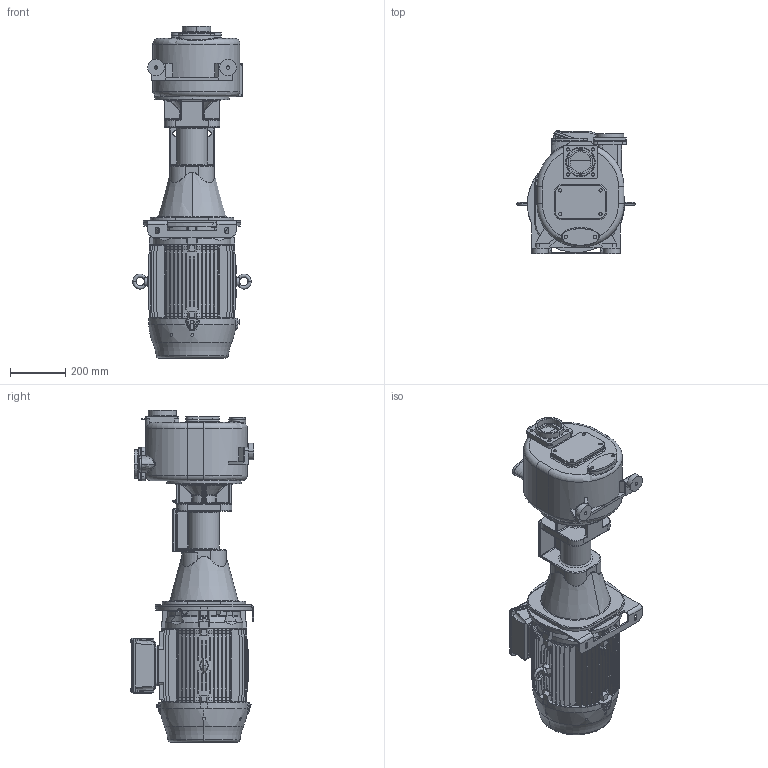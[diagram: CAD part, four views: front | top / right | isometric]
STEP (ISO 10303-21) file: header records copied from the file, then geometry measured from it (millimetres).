
FILE_DESCRIPTION((''),'2;1');
FILE_NAME('S_88_BBT','2020-04-08T10:22:31',('Nicola'),(''),'CREO PARAMETRIC BY PTC INC, 2019471','CREO PARAMETRIC BY PTC INC, 2019471','');
FILE_SCHEMA(('CONFIG_CONTROL_DESIGN'));
Products named in the file (1): S_88_BBT
Bounding box: 427.67 x 446.26 x 1196.75 mm (x, y, z)
Volume: 69455651.8 mm3; surface area: 2373561.6 mm2
Topology: 5 solids, 5 shells, 2480 faces, 6577 edges, 4199 vertices
Faces by surface type: plane 924, cylinder 745, cone 347, bspline 324, torus 104, sphere 24, extrusion 12
Entity records: 112179 total; most frequent: CARTESIAN_POINT 53244, ORIENTED_EDGE 13102, DIRECTION 11356, EDGE_CURVE 6551, AXIS2_PLACEMENT_3D 4350, VERTEX_POINT 4199, VECTOR 2656, EDGE_LOOP 2652
